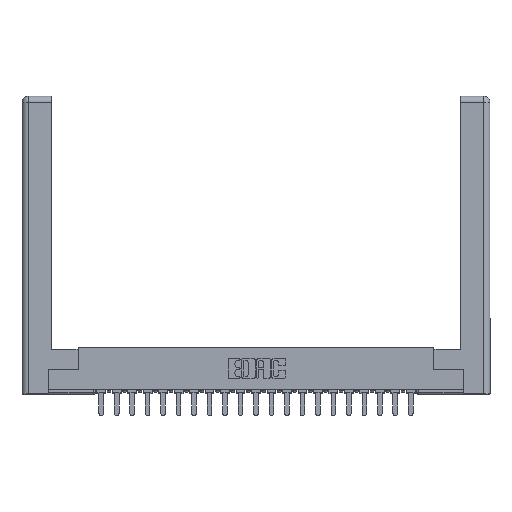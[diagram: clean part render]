
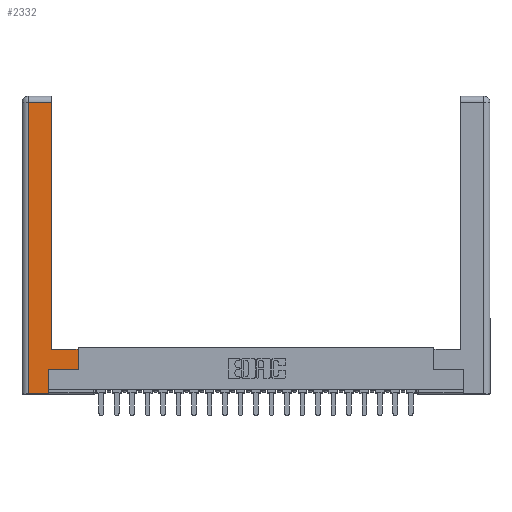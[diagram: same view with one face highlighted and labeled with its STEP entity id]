
A CAD part, top view. The second image highlights one B-rep face of the part: STEP entity #2332.
In plain terms, the highlighted planar face has unit normal (0, 0, 1).
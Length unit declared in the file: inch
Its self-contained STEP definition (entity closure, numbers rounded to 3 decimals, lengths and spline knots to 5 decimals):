
#645 = ORIENTED_EDGE ( 'NONE', *, *, #17379, .T. ) ;
#867 = VECTOR ( 'NONE', #3768, 39.37008 ) ;
#1107 = DIRECTION ( 'NONE',  ( -1., 0., 0. ) ) ;
#1200 = LINE ( 'NONE', #4645, #9260 ) ;
#1241 = VERTEX_POINT ( 'NONE', #8296 ) ;
#1264 = EDGE_CURVE ( 'NONE', #16356, #14685, #2585, .T. ) ;
#1440 = ORIENTED_EDGE ( 'NONE', *, *, #14402, .T. ) ;
#1490 = ORIENTED_EDGE ( 'NONE', *, *, #10511, .T. ) ;
#1522 = CARTESIAN_POINT ( 'NONE',  ( 0.565, 0.245, 0. ) ) ;
#1614 = CARTESIAN_POINT ( 'NONE',  ( 0.265, 0.245, 0. ) ) ;
#1766 = DIRECTION ( 'NONE',  ( 0., 1., 0. ) ) ;
#2332 = ADVANCED_FACE ( 'NONE', ( #18756 ), #2536, .F. ) ;
#2536 = PLANE ( 'NONE',  #12218 ) ;
#2585 = LINE ( 'NONE', #4905, #18238 ) ;
#2622 = EDGE_LOOP ( 'NONE', ( #7889, #1490, #8130, #14261, #5608, #1440, #7084, #645 ) ) ;
#3035 = VERTEX_POINT ( 'NONE', #8180 ) ;
#3073 = EDGE_CURVE ( 'NONE', #1241, #11073, #16982, .T. ) ;
#3768 = DIRECTION ( 'NONE',  ( 1., 0., 0. ) ) ;
#3838 = CARTESIAN_POINT ( 'NONE',  ( 0.0615, 0., 0. ) ) ;
#4104 = CARTESIAN_POINT ( 'NONE',  ( 0.565, 0.45, 0. ) ) ;
#4400 = VERTEX_POINT ( 'NONE', #4104 ) ;
#4488 = VECTOR ( 'NONE', #9389, 39.37008 ) ;
#4645 = CARTESIAN_POINT ( 'NONE',  ( 0.0615, 2.94, 0. ) ) ;
#4826 = DIRECTION ( 'NONE',  ( 1., 0., 0. ) ) ;
#4856 = VERTEX_POINT ( 'NONE', #8698 ) ;
#4900 = LINE ( 'NONE', #13834, #10373 ) ;
#4905 = CARTESIAN_POINT ( 'NONE',  ( 0.265, 0., 0. ) ) ;
#5532 = CARTESIAN_POINT ( 'NONE',  ( 0.565, 0.245, 0. ) ) ;
#5608 = ORIENTED_EDGE ( 'NONE', *, *, #8613, .T. ) ;
#5771 = LINE ( 'NONE', #5532, #867 ) ;
#6641 = VERTEX_POINT ( 'NONE', #1522 ) ;
#7084 = ORIENTED_EDGE ( 'NONE', *, *, #9017, .T. ) ;
#7889 = ORIENTED_EDGE ( 'NONE', *, *, #3073, .T. ) ;
#8082 = CARTESIAN_POINT ( 'NONE',  ( 0.295, 2.94, 0. ) ) ;
#8130 = ORIENTED_EDGE ( 'NONE', *, *, #22984, .T. ) ;
#8180 = CARTESIAN_POINT ( 'NONE',  ( 0.265, 0.245, 0. ) ) ;
#8208 = LINE ( 'NONE', #16202, #18662 ) ;
#8296 = CARTESIAN_POINT ( 'NONE',  ( 0.295, 0.45, 0. ) ) ;
#8613 = EDGE_CURVE ( 'NONE', #14685, #3035, #11371, .T. ) ;
#8698 = CARTESIAN_POINT ( 'NONE',  ( 0.0615, 2.94, 0. ) ) ;
#8826 = DIRECTION ( 'NONE',  ( 0., 1., 0. ) ) ;
#9017 = EDGE_CURVE ( 'NONE', #6641, #4400, #8208, .T. ) ;
#9260 = VECTOR ( 'NONE', #1107, 39.37008 ) ;
#9389 = DIRECTION ( 'NONE',  ( -1., 0., 0. ) ) ;
#9954 = CARTESIAN_POINT ( 'NONE',  ( 0.295, 3., 0. ) ) ;
#10373 = VECTOR ( 'NONE', #17561, 39.37008 ) ;
#10511 = EDGE_CURVE ( 'NONE', #11073, #4856, #1200, .T. ) ;
#11073 = VERTEX_POINT ( 'NONE', #8082 ) ;
#11371 = LINE ( 'NONE', #1614, #21524 ) ;
#12218 = AXIS2_PLACEMENT_3D ( 'NONE', #15454, #16104, #23283 ) ;
#13055 = CARTESIAN_POINT ( 'NONE',  ( 0.295, 0.45, 0. ) ) ;
#13834 = CARTESIAN_POINT ( 'NONE',  ( 0.0615, 0., 0. ) ) ;
#14261 = ORIENTED_EDGE ( 'NONE', *, *, #1264, .T. ) ;
#14402 = EDGE_CURVE ( 'NONE', #3035, #6641, #5771, .T. ) ;
#14685 = VERTEX_POINT ( 'NONE', #22969 ) ;
#15454 = CARTESIAN_POINT ( 'NONE',  ( 0., 0., 0. ) ) ;
#16104 = DIRECTION ( 'NONE',  ( 0., 0., -1. ) ) ;
#16202 = CARTESIAN_POINT ( 'NONE',  ( 0.565, 0.45, 0. ) ) ;
#16356 = VERTEX_POINT ( 'NONE', #3838 ) ;
#16982 = LINE ( 'NONE', #9954, #21320 ) ;
#17379 = EDGE_CURVE ( 'NONE', #4400, #1241, #17515, .T. ) ;
#17515 = LINE ( 'NONE', #13055, #4488 ) ;
#17561 = DIRECTION ( 'NONE',  ( 0., -1., 0. ) ) ;
#18238 = VECTOR ( 'NONE', #4826, 39.37008 ) ;
#18662 = VECTOR ( 'NONE', #8826, 39.37008 ) ;
#18756 = FACE_OUTER_BOUND ( 'NONE', #2622, .T. ) ;
#21149 = DIRECTION ( 'NONE',  ( 0., 1., 0. ) ) ;
#21320 = VECTOR ( 'NONE', #21149, 39.37008 ) ;
#21524 = VECTOR ( 'NONE', #1766, 39.37008 ) ;
#22969 = CARTESIAN_POINT ( 'NONE',  ( 0.265, 0., 0. ) ) ;
#22984 = EDGE_CURVE ( 'NONE', #4856, #16356, #4900, .T. ) ;
#23283 = DIRECTION ( 'NONE',  ( -1., 0., 0. ) ) ;
